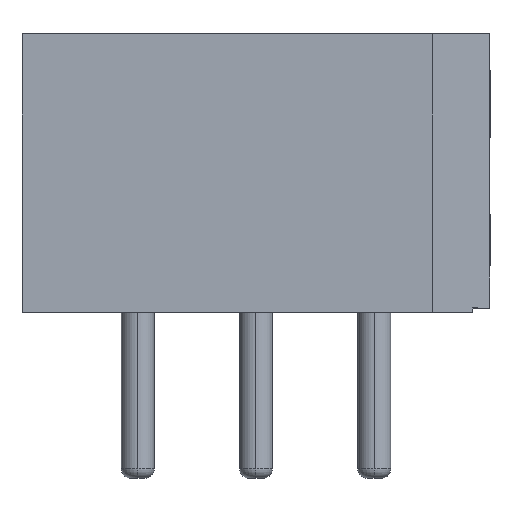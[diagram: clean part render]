
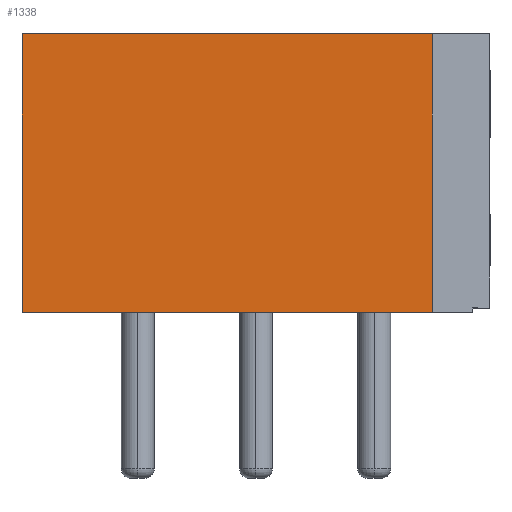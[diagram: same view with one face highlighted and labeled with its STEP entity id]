
A CAD part, top view. The second image highlights one B-rep face of the part: STEP entity #1338.
In plain terms, the highlighted planar face has unit normal (0, 0, 1).
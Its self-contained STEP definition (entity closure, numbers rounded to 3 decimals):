
#11 = PLANE ( 'NONE',  #608 ) ;
#32 = LINE ( 'NONE', #2802, #2962 ) ;
#144 = VECTOR ( 'NONE', #2512, 1000. ) ;
#221 = EDGE_LOOP ( 'NONE', ( #722, #2367, #2232, #2655 ) ) ;
#514 = FACE_OUTER_BOUND ( 'NONE', #221, .T. ) ;
#571 = CARTESIAN_POINT ( 'NONE',  ( 3.731, 0., 2.45 ) ) ;
#591 = CARTESIAN_POINT ( 'NONE',  ( -4.95, 5.9, 2.45 ) ) ;
#608 = AXIS2_PLACEMENT_3D ( 'NONE', #591, #1045, #2596 ) ;
#619 = EDGE_CURVE ( 'NONE', #1565, #2107, #2760, .T. ) ;
#712 = DIRECTION ( 'NONE',  ( 0., -1., 0. ) ) ;
#722 = ORIENTED_EDGE ( 'NONE', *, *, #1412, .T. ) ;
#745 = VERTEX_POINT ( 'NONE', #876 ) ;
#789 = CARTESIAN_POINT ( 'NONE',  ( -4.95, 0., 2.45 ) ) ;
#864 = VERTEX_POINT ( 'NONE', #571 ) ;
#876 = CARTESIAN_POINT ( 'NONE',  ( 3.731, 5.9, 2.45 ) ) ;
#964 = CARTESIAN_POINT ( 'NONE',  ( -4.95, 5.9, 2.45 ) ) ;
#1024 = CARTESIAN_POINT ( 'NONE',  ( -4.95, 5.9, 2.45 ) ) ;
#1045 = DIRECTION ( 'NONE',  ( 0., 0., -1. ) ) ;
#1094 = VECTOR ( 'NONE', #1798, 1000. ) ;
#1338 = ADVANCED_FACE ( 'NONE', ( #514 ), #11, .F. ) ;
#1412 = EDGE_CURVE ( 'NONE', #2107, #864, #1558, .T. ) ;
#1506 = CARTESIAN_POINT ( 'NONE',  ( 3.731, 0., 2.45 ) ) ;
#1558 = LINE ( 'NONE', #789, #1094 ) ;
#1563 = EDGE_CURVE ( 'NONE', #864, #745, #2460, .T. ) ;
#1565 = VERTEX_POINT ( 'NONE', #1024 ) ;
#1783 = DIRECTION ( 'NONE',  ( 1., 0., 0. ) ) ;
#1798 = DIRECTION ( 'NONE',  ( 1., 0., 0. ) ) ;
#1961 = EDGE_CURVE ( 'NONE', #1565, #745, #32, .T. ) ;
#2090 = VECTOR ( 'NONE', #712, 1000. ) ;
#2107 = VERTEX_POINT ( 'NONE', #3140 ) ;
#2232 = ORIENTED_EDGE ( 'NONE', *, *, #1961, .F. ) ;
#2367 = ORIENTED_EDGE ( 'NONE', *, *, #1563, .T. ) ;
#2460 = LINE ( 'NONE', #1506, #144 ) ;
#2512 = DIRECTION ( 'NONE',  ( 0., 1., 0. ) ) ;
#2596 = DIRECTION ( 'NONE',  ( -1., 0., 0. ) ) ;
#2655 = ORIENTED_EDGE ( 'NONE', *, *, #619, .T. ) ;
#2760 = LINE ( 'NONE', #964, #2090 ) ;
#2802 = CARTESIAN_POINT ( 'NONE',  ( -4.95, 5.9, 2.45 ) ) ;
#2962 = VECTOR ( 'NONE', #1783, 1000. ) ;
#3140 = CARTESIAN_POINT ( 'NONE',  ( -4.95, 0., 2.45 ) ) ;
